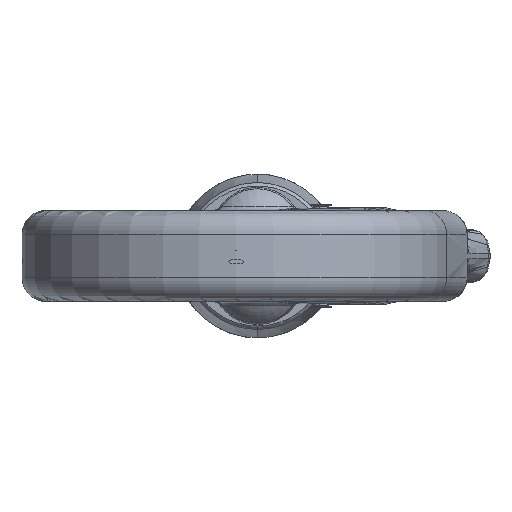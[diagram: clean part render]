
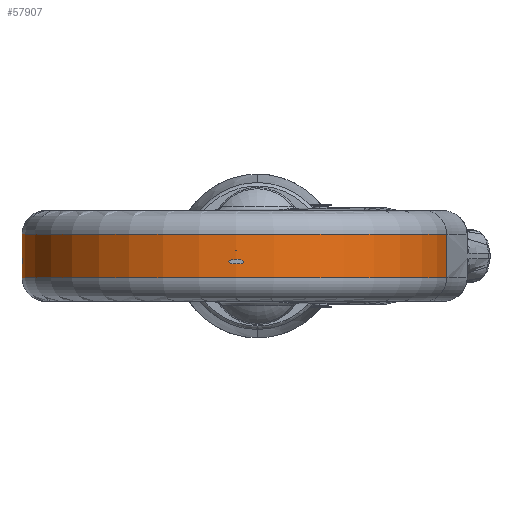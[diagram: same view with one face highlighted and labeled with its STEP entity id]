
A CAD part, front view. The second image highlights one B-rep face of the part: STEP entity #57907.
In plain terms, the highlighted cylindrical face has radius 90 mm (diameter 180 mm), a partial arc.
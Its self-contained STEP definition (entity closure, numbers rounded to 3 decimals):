
#2455 = CYLINDRICAL_SURFACE ( 'NONE', #9020, 90. ) ;
#3899 = LINE ( 'NONE', #66703, #67874 ) ;
#4045 = ORIENTED_EDGE ( 'NONE', *, *, #35142, .F. ) ;
#4611 = AXIS2_PLACEMENT_3D ( 'NONE', #32025, #16147, #31684 ) ;
#5120 = CARTESIAN_POINT ( 'NONE',  ( -99., -145.729, 9.1 ) ) ;
#9020 = AXIS2_PLACEMENT_3D ( 'NONE', #23511, #18329, #21198 ) ;
#9116 = DIRECTION ( 'NONE',  ( 0., 0., -1. ) ) ;
#9144 = VECTOR ( 'NONE', #9116, 1000. ) ;
#11050 = CARTESIAN_POINT ( 'NONE',  ( 79.699, -160.974, 9.1 ) ) ;
#12147 = VERTEX_POINT ( 'NONE', #64977 ) ;
#13153 = VERTEX_POINT ( 'NONE', #54020 ) ;
#16147 = DIRECTION ( 'NONE',  ( 0., 0., -1. ) ) ;
#17170 = VERTEX_POINT ( 'NONE', #11050 ) ;
#17583 = VERTEX_POINT ( 'NONE', #5120 ) ;
#18329 = DIRECTION ( 'NONE',  ( 0., 0., -1. ) ) ;
#19962 = EDGE_CURVE ( 'NONE', #12147, #13153, #33882, .T. ) ;
#21198 = DIRECTION ( 'NONE',  ( -1., 0., 0. ) ) ;
#23511 = CARTESIAN_POINT ( 'NONE',  ( -9., -145.729, 1.2 ) ) ;
#23745 = EDGE_CURVE ( 'NONE', #17583, #12147, #30855, .T. ) ;
#24222 = DIRECTION ( 'NONE',  ( 0., 0., 1. ) ) ;
#28694 = FACE_OUTER_BOUND ( 'NONE', #68197, .T. ) ;
#29743 = CARTESIAN_POINT ( 'NONE',  ( -9., -145.729, -9.1 ) ) ;
#30855 = LINE ( 'NONE', #36359, #9144 ) ;
#31684 = DIRECTION ( 'NONE',  ( 1., 0., 0. ) ) ;
#32025 = CARTESIAN_POINT ( 'NONE',  ( -9., -145.729, 9.1 ) ) ;
#33882 = CIRCLE ( 'NONE', #56959, 90. ) ;
#34568 = DIRECTION ( 'NONE',  ( 1., 0., 0. ) ) ;
#35142 = EDGE_CURVE ( 'NONE', #17170, #13153, #3899, .T. ) ;
#35376 = ORIENTED_EDGE ( 'NONE', *, *, #23745, .T. ) ;
#36359 = CARTESIAN_POINT ( 'NONE',  ( -99., -145.729, 1.2 ) ) ;
#40546 = ORIENTED_EDGE ( 'NONE', *, *, #54929, .T. ) ;
#43901 = ORIENTED_EDGE ( 'NONE', *, *, #19962, .T. ) ;
#54020 = CARTESIAN_POINT ( 'NONE',  ( 79.699, -160.974, -9.1 ) ) ;
#54929 = EDGE_CURVE ( 'NONE', #17170, #17583, #56386, .T. ) ;
#56386 = CIRCLE ( 'NONE', #4611, 90. ) ;
#56959 = AXIS2_PLACEMENT_3D ( 'NONE', #29743, #24222, #34568 ) ;
#57907 = ADVANCED_FACE ( 'NONE', ( #28694 ), #2455, .T. ) ;
#64977 = CARTESIAN_POINT ( 'NONE',  ( -99., -145.729, -9.1 ) ) ;
#66371 = DIRECTION ( 'NONE',  ( 0., 0., -1. ) ) ;
#66703 = CARTESIAN_POINT ( 'NONE',  ( 79.699, -160.974, 1.2 ) ) ;
#67874 = VECTOR ( 'NONE', #66371, 1000. ) ;
#68197 = EDGE_LOOP ( 'NONE', ( #40546, #35376, #43901, #4045 ) ) ;
